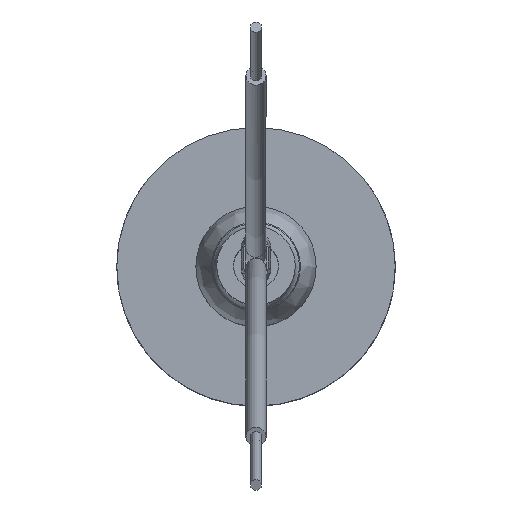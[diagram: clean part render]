
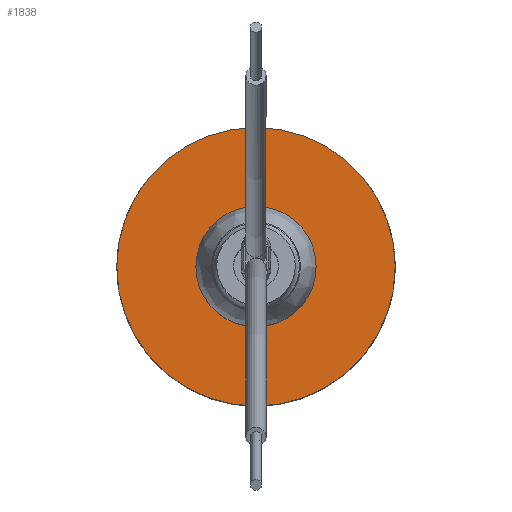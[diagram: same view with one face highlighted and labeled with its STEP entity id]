
A CAD part, top view. The second image highlights one B-rep face of the part: STEP entity #1838.
In plain terms, the highlighted planar face has unit normal (0, 0, 1).
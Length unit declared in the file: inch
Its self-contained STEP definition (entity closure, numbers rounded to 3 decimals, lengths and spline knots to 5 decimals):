
#66=FACE_BOUND('',#326,.T.);
#109=PLANE('',#2066);
#199=FACE_OUTER_BOUND('',#325,.T.);
#325=EDGE_LOOP('',(#1431));
#326=EDGE_LOOP('',(#1432));
#643=CIRCLE('',#2065,0.096);
#644=CIRCLE('',#2067,0.25);
#794=VERTEX_POINT('',#4775);
#795=VERTEX_POINT('',#4778);
#1015=EDGE_CURVE('',#794,#794,#643,.T.);
#1016=EDGE_CURVE('',#795,#795,#644,.T.);
#1431=ORIENTED_EDGE('',*,*,#1016,.T.);
#1432=ORIENTED_EDGE('',*,*,#1015,.T.);
#1838=ADVANCED_FACE('',(#199,#66),#109,.T.);
#2065=AXIS2_PLACEMENT_3D('',#4776,#2524,#2525);
#2066=AXIS2_PLACEMENT_3D('',#4777,#2526,#2527);
#2067=AXIS2_PLACEMENT_3D('',#4779,#2528,#2529);
#2524=DIRECTION('center_axis',(0.,0.,
-1.));
#2525=DIRECTION('ref_axis',(1.,0.,0.));
#2526=DIRECTION('center_axis',(0.,0.,
1.));
#2527=DIRECTION('ref_axis',(-1.,0.,0.));
#2528=DIRECTION('center_axis',(0.,0.,
1.));
#2529=DIRECTION('ref_axis',(-1.,0.,0.));
#4775=CARTESIAN_POINT('',(-0.0927,-0.01593,-9.15));
#4776=CARTESIAN_POINT('Origin',(0.0033,-0.01593,-9.15));
#4777=CARTESIAN_POINT('Origin',(0.0033,-0.01593,-9.15));
#4778=CARTESIAN_POINT('',(-0.2467,-0.01593,-9.15));
#4779=CARTESIAN_POINT('Origin',(0.0033,-0.01593,-9.15));
